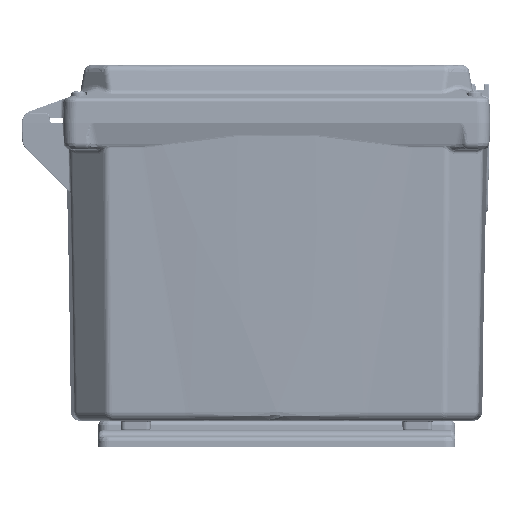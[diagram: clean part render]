
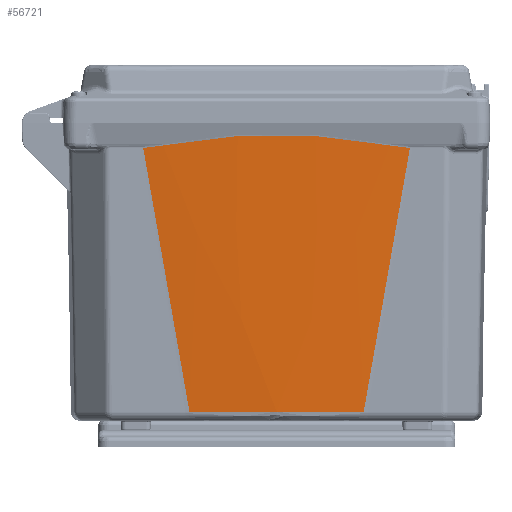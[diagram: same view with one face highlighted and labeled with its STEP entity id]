
A CAD part, front view. The second image highlights one B-rep face of the part: STEP entity #56721.
In plain terms, the highlighted free-form (B-spline) face has degree [3, 3] with [8, 4] control points.
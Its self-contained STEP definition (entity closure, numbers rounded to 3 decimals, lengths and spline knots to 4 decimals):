
#16974=CARTESIAN_POINT('',(-5.7758,-5.0472,
-1.7429));
#16975=CARTESIAN_POINT('',(-5.2155,-5.0567,
-1.8417));
#16976=CARTESIAN_POINT('',(-4.0778,-5.076,
-2.0417));
#16977=CARTESIAN_POINT('',(-2.318,-5.1062,
-2.3499));
#16978=CARTESIAN_POINT('',(-1.1134,-5.127,
-2.5603));
#16979=CARTESIAN_POINT('',(-0.5028,-5.1376,
-2.6668));
#16988=CARTESIAN_POINT('',(-0.4518,-5.1577,
-2.269));
#16989=CARTESIAN_POINT('',(-0.4552,-5.1569,
-2.2865));
#16990=CARTESIAN_POINT('',(-0.4621,-5.1552,
-2.3227));
#16991=CARTESIAN_POINT('',(-0.4692,-5.1523,
-2.3816));
#16992=CARTESIAN_POINT('',(-0.4777,-5.1492,
-2.4447));
#16993=CARTESIAN_POINT('',(-0.4864,-5.1457,
-2.5131));
#16994=CARTESIAN_POINT('',(-0.4948,-5.1419,
-2.5868));
#16995=CARTESIAN_POINT('',(-0.5001,-5.1391,
-2.6395));
#16996=CARTESIAN_POINT('',(-0.5028,-5.1376,
-2.6668));
#17010=CARTESIAN_POINT('',(-0.4511,-5.1577,
2.2692));
#17011=CARTESIAN_POINT('',(-0.3961,-5.1715,
1.9836));
#17012=CARTESIAN_POINT('',(-0.3063,-5.194,
1.398));
#17013=CARTESIAN_POINT('',(-0.2357,-5.2116,
0.4706));
#17014=CARTESIAN_POINT('',(-0.2357,-5.2116,
-0.4679));
#17015=CARTESIAN_POINT('',(-0.3057,-5.194,
-1.3962));
#17016=CARTESIAN_POINT('',(-0.3966,-5.1715,
-1.9828));
#17017=CARTESIAN_POINT('',(-0.4518,-5.1577,
-2.269));
#17033=CARTESIAN_POINT('',(-0.5028,-5.1376,
2.6668));
#17034=CARTESIAN_POINT('',(-0.4988,-5.1398,
2.6261));
#17035=CARTESIAN_POINT('',(-0.4902,-5.1442,
2.5425));
#17036=CARTESIAN_POINT('',(-0.4737,-5.151,
2.411));
#17037=CARTESIAN_POINT('',(-0.4607,-5.1554,
2.3174));
#17038=CARTESIAN_POINT('',(-0.4511,-5.1577,
2.2692));
#17131=CARTESIAN_POINT('',(-5.7758,-5.0472,
1.7429));
#17144=CARTESIAN_POINT('',(-0.5028,-5.1376,
2.6668));
#17145=CARTESIAN_POINT('',(-1.1134,-5.127,
2.5603));
#17146=CARTESIAN_POINT('',(-2.3181,-5.1062,
2.3499));
#17147=CARTESIAN_POINT('',(-4.0778,-5.076,
2.0417));
#17148=CARTESIAN_POINT('',(-5.2155,-5.0567,
1.8417));
#17149=CARTESIAN_POINT('',(-5.7758,-5.0472,
1.7429));
#17151=CARTESIAN_POINT('',(-5.7758,-5.0472,
1.7429));
#17152=CARTESIAN_POINT('',(-5.7747,-5.077,
1.3566));
#17153=CARTESIAN_POINT('',(-5.7732,-5.1167,
0.5821));
#17154=CARTESIAN_POINT('',(-5.7732,-5.1167,
-0.5821));
#17155=CARTESIAN_POINT('',(-5.7747,-5.077,
-1.3566));
#17156=CARTESIAN_POINT('',(-5.7758,-5.0472,
-1.7429));
#21209=VERTEX_POINT('',#17131);
#21211=VERTEX_POINT('',#17156);
#22059=VERTEX_POINT('',#16988);
#22060=VERTEX_POINT('',#16996);
#22063=VERTEX_POINT('',#17010);
#22065=VERTEX_POINT('',#17033);
#56675=CARTESIAN_POINT('',(-0.1253,-5.1386,
2.8405));
#56676=CARTESIAN_POINT('',(-2.0458,-5.1051,
2.4987));
#56677=CARTESIAN_POINT('',(-3.9662,-5.0715,
2.157));
#56678=CARTESIAN_POINT('',(-5.8866,-5.038,
1.8152));
#56679=CARTESIAN_POINT('',(-0.1253,-5.14,
2.8131));
#56680=CARTESIAN_POINT('',(-2.0458,-5.1065,
2.4747));
#56681=CARTESIAN_POINT('',(-3.9662,-5.073,
2.1362));
#56682=CARTESIAN_POINT('',(-5.8866,-5.0394,
1.7977));
#56683=CARTESIAN_POINT('',(-0.1253,-5.173,
2.1733));
#56684=CARTESIAN_POINT('',(-2.0458,-5.1395,
1.912));
#56685=CARTESIAN_POINT('',(-3.9662,-5.1059,
1.6507));
#56686=CARTESIAN_POINT('',(-5.8866,-5.0724,
1.3893));
#56687=CARTESIAN_POINT('',(-0.1253,-5.2154,
0.92));
#56688=CARTESIAN_POINT('',(-2.0458,-5.1819,
0.8094));
#56689=CARTESIAN_POINT('',(-3.9662,-5.1484,
0.6989));
#56690=CARTESIAN_POINT('',(-5.8866,-5.1148,
0.5884));
#56691=CARTESIAN_POINT('',(-0.1253,-5.2154,
-0.92));
#56692=CARTESIAN_POINT('',(-2.0458,-5.1819,
-0.8094));
#56693=CARTESIAN_POINT('',(-3.9662,-5.1484,
-0.6989));
#56694=CARTESIAN_POINT('',(-5.8866,-5.1148,
-0.5884));
#56695=CARTESIAN_POINT('',(-0.1253,-5.173,
-2.1733));
#56696=CARTESIAN_POINT('',(-2.0458,-5.1395,
-1.912));
#56697=CARTESIAN_POINT('',(-3.9662,-5.1059,
-1.6507));
#56698=CARTESIAN_POINT('',(-5.8866,-5.0724,
-1.3893));
#56699=CARTESIAN_POINT('',(-0.1253,-5.14,
-2.8131));
#56700=CARTESIAN_POINT('',(-2.0458,-5.1065,
-2.4747));
#56701=CARTESIAN_POINT('',(-3.9662,-5.073,
-2.1362));
#56702=CARTESIAN_POINT('',(-5.8866,-5.0394,
-1.7977));
#56703=CARTESIAN_POINT('',(-0.1253,-5.1386,
-2.8405));
#56704=CARTESIAN_POINT('',(-2.0458,-5.1051,
-2.4987));
#56705=CARTESIAN_POINT('',(-3.9662,-5.0715,
-2.157));
#56706=CARTESIAN_POINT('',(-5.8866,-5.038,
-1.8152));
#56707=B_SPLINE_SURFACE_WITH_KNOTS('',3,3,((#56675,#56676,#56677,#56678),
(#56679,#56680,#56681,#56682),(#56683,#56684,#56685,#56686),(#56687,#56688,
#56689,#56690),(#56691,#56692,#56693,#56694),(#56695,#56696,#56697,#56698),(
#56699,#56700,#56701,#56702),(#56703,#56704,#56705,#56706)),.UNSPECIFIED.,.F.,
.F.,.F.,(4,1,1,1,1,4),(4,4),(-0.0149,0.,0.3333,
0.6667,1.,1.0149),(0.021,0.9877),
.UNSPECIFIED.);
#56709=ORIENTED_EDGE('',*,*,#56708,.T.);
#56710=ORIENTED_EDGE('',*,*,#56666,.F.);
#56712=ORIENTED_EDGE('',*,*,#56711,.F.);
#56714=ORIENTED_EDGE('',*,*,#56713,.F.);
#56716=ORIENTED_EDGE('',*,*,#56715,.T.);
#56718=ORIENTED_EDGE('',*,*,#56717,.T.);
#56719=EDGE_LOOP('',(#56709,#56710,#56712,#56714,#56716,#56718));
#56720=FACE_OUTER_BOUND('',#56719,.F.);
#56721=ADVANCED_FACE('',(#56720),#56707,.F.);
#16980=B_SPLINE_CURVE_WITH_KNOTS('',3,(#16974,#16975,#16976,#16977,#16978,
#16979),.UNSPECIFIED.,.F.,.F.,(4,1,1,4),(0.,0.3333,
0.6667,1.),.UNSPECIFIED.);
#16997=B_SPLINE_CURVE_WITH_KNOTS('',3,(#16988,#16989,#16990,#16991,#16992,
#16993,#16994,#16995,#16996),.UNSPECIFIED.,.F.,.F.,(4,1,1,1,1,1,4),(0.,
0.1667,0.3333,0.5,0.6667,0.8333,
1.),.UNSPECIFIED.);
#17018=B_SPLINE_CURVE_WITH_KNOTS('',3,(#17010,#17011,#17012,#17013,#17014,
#17015,#17016,#17017),.UNSPECIFIED.,.F.,.F.,(4,1,1,1,1,4),(0.,0.2,0.4,
0.6,0.8,1.),.UNSPECIFIED.);
#17039=B_SPLINE_CURVE_WITH_KNOTS('',3,(#17033,#17034,#17035,#17036,#17037,
#17038),.UNSPECIFIED.,.F.,.F.,(4,1,1,4),(0.,0.3333,
0.6667,1.),.UNSPECIFIED.);
#17150=B_SPLINE_CURVE_WITH_KNOTS('',3,(#17144,#17145,#17146,#17147,#17148,
#17149),.UNSPECIFIED.,.F.,.F.,(4,1,1,4),(0.,0.3333,
0.6667,1.),.UNSPECIFIED.);
#17157=B_SPLINE_CURVE_WITH_KNOTS('',3,(#17151,#17152,#17153,#17154,#17155,
#17156),.UNSPECIFIED.,.F.,.F.,(4,1,1,4),(0.,0.3333,
0.6667,1.),.UNSPECIFIED.);
#56666=EDGE_CURVE('',#21211,#22060,#16980,.T.);
#56708=EDGE_CURVE('',#22059,#22060,#16997,.T.);
#56711=EDGE_CURVE('',#21209,#21211,#17157,.T.);
#56713=EDGE_CURVE('',#22065,#21209,#17150,.T.);
#56715=EDGE_CURVE('',#22065,#22063,#17039,.T.);
#56717=EDGE_CURVE('',#22063,#22059,#17018,.T.);
